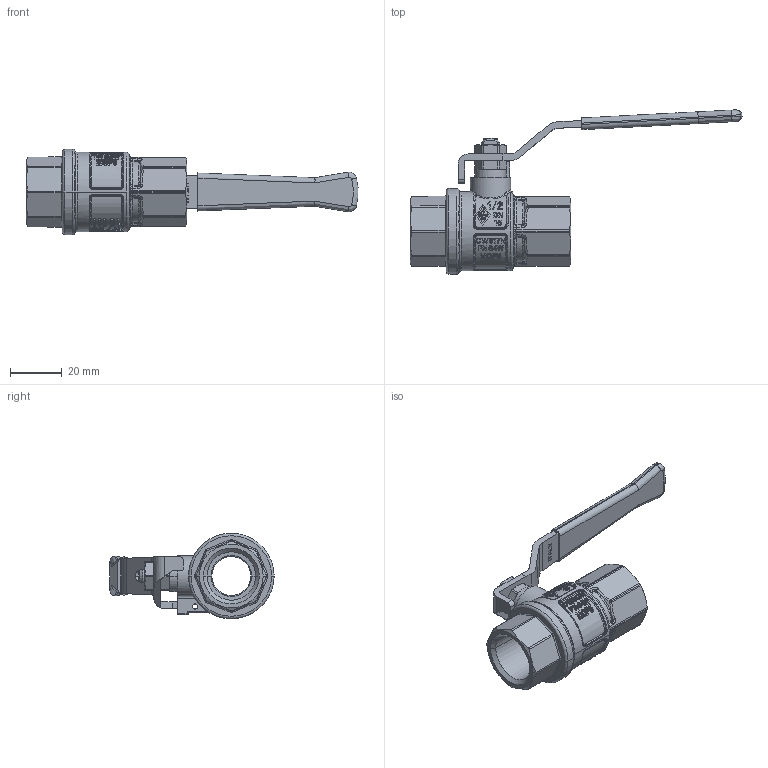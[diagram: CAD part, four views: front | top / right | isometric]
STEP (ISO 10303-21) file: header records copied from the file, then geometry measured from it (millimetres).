
FILE_DESCRIPTION(('Creo Elements/Direct Modeling STEP Export'),'2;1');
FILE_NAME('5980040000.stp','2021-05-26T11:56:54',(''),(''),'Creo Elements/Direct Modeling STEP processor for AP214 (Solid Model)','Creo Elements/Direct Modeling 20.1D 10-Oct-2020 (C) Parametric Technology GmbH','');
FILE_SCHEMA(('AUTOMOTIVE_DESIGN { 1 0 10303 214 1 1 1 1 }'));
Products named in the file (2): 5980040000
Assembly tree (1 placements, depth 2):
  5980040000
    5980040000
Bounding box: 127.87 x 63.29 x 33 mm (x, y, z)
Volume: 31140.2 mm3; surface area: 14980.3 mm2
Topology: 1 solids, 3 shells, 1615 faces, 4373 edges, 2826 vertices
Faces by surface type: plane 1075, bspline 210, cylinder 202, cone 84, torus 39, extrusion 3, sphere 2
Entity records: 99115 total; most frequent: CARTESIAN_POINT 58192, ORIENTED_EDGE 8738, DIRECTION 7826, EDGE_CURVE 4369, AXIS2_PLACEMENT_3D 3087, VERTEX_POINT 2826, EDGE_LOOP 1687, VECTOR 1652
